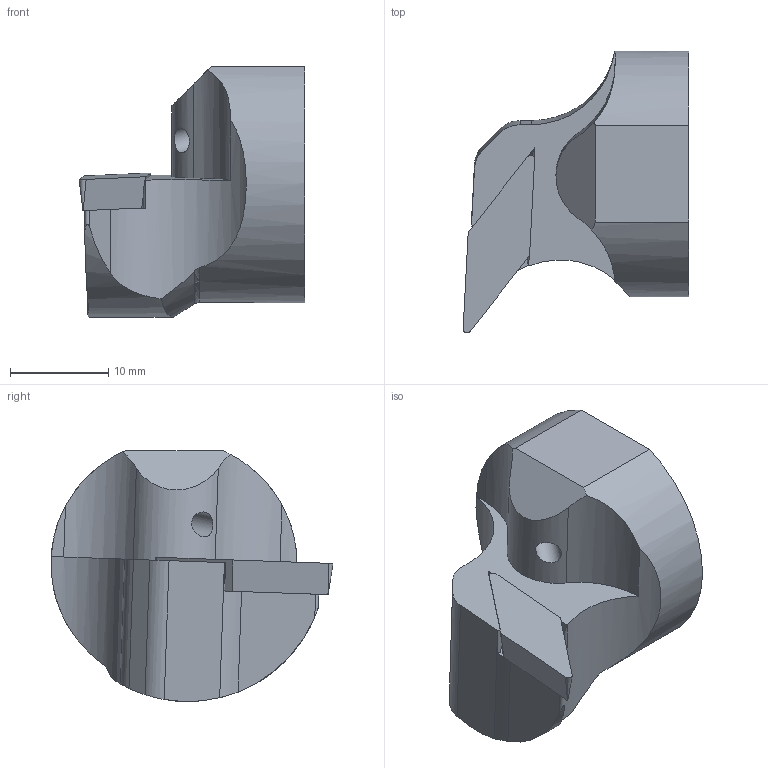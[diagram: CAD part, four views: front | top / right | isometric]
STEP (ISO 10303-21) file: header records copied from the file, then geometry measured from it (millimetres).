
FILE_DESCRIPTION(/* description */ (''),/* implementation_level */ '2;1');
FILE_NAME(/* name */ 'ATTC-A25-SVUCR-11.stp',/* time_stamp */ '2023-11-28T14:08:59+03:00',/* author */ (''),/* organization */ (''),/* preprocessor_version */ 'ST-DEVELOPER v19.4',/* originating_system */ 'SIEMENS PLM Software NX2306.3001',/* authorisation */ '');
FILE_SCHEMA (('AUTOMOTIVE_DESIGN { 1 0 10303 214 3 1 1 1 }'));
Length unit declared in the file: millimetre
Products named in the file (1): model1
Bounding box: 22.93 x 28.65 x 25.49 mm (x, y, z)
Volume: 7142.1 mm3; surface area: 2683.1 mm2
Topology: 2 solids, 2 shells, 40 faces, 107 edges, 71 vertices
Faces by surface type: plane 21, cylinder 14, cone 4, torus 1
Full cylindrical faces by diameter (mm): 2.5 x1
Entity records: 1448 total; most frequent: CARTESIAN_POINT 374, ORIENTED_EDGE 206, DIRECTION 204, EDGE_CURVE 103, AXIS2_PLACEMENT_3D 76, VERTEX_POINT 70, LINE 52, VECTOR 52
